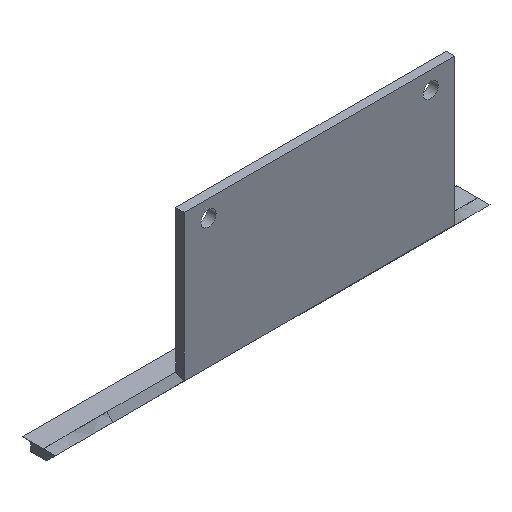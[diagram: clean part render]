
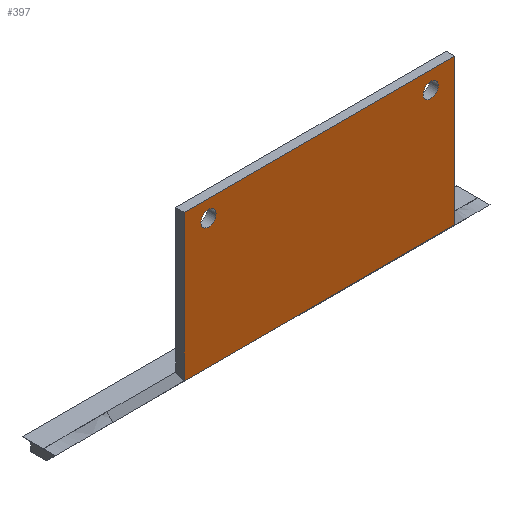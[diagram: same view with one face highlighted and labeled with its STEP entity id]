
A CAD part, isometric view. The second image highlights one B-rep face of the part: STEP entity #397.
In plain terms, the highlighted planar face has unit normal (0, -1, 0).
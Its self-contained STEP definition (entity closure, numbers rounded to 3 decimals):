
#17=FACE_BOUND('',#80,.T.);
#18=FACE_BOUND('',#81,.T.);
#21=CIRCLE('',#441,1.75);
#22=CIRCLE('',#442,1.75);
#37=PLANE('',#440);
#57=FACE_OUTER_BOUND('',#79,.T.);
#79=EDGE_LOOP('',(#337,#338,#339,#340));
#80=EDGE_LOOP('',(#341));
#81=EDGE_LOOP('',(#342));
#124=LINE('',#1252,#168);
#125=LINE('',#1254,#169);
#126=LINE('',#1256,#170);
#127=LINE('',#1257,#171);
#168=VECTOR('',#513,10.);
#169=VECTOR('',#514,10.);
#170=VECTOR('',#515,10.);
#171=VECTOR('',#516,10.);
#209=VERTEX_POINT('',#1240);
#210=VERTEX_POINT('',#1244);
#211=VERTEX_POINT('',#1253);
#212=VERTEX_POINT('',#1255);
#213=VERTEX_POINT('',#1258);
#214=VERTEX_POINT('',#1260);
#258=EDGE_CURVE('',#210,#209,#124,.T.);
#259=EDGE_CURVE('',#211,#209,#125,.T.);
#260=EDGE_CURVE('',#212,#211,#126,.T.);
#261=EDGE_CURVE('',#212,#210,#127,.T.);
#262=EDGE_CURVE('',#213,#213,#21,.T.);
#263=EDGE_CURVE('',#214,#214,#22,.T.);
#337=ORIENTED_EDGE('',*,*,#258,.T.);
#338=ORIENTED_EDGE('',*,*,#259,.F.);
#339=ORIENTED_EDGE('',*,*,#260,.F.);
#340=ORIENTED_EDGE('',*,*,#261,.T.);
#341=ORIENTED_EDGE('',*,*,#262,.T.);
#342=ORIENTED_EDGE('',*,*,#263,.T.);
#397=ADVANCED_FACE('',(#57,#17,#18),#37,.F.);
#440=AXIS2_PLACEMENT_3D('',#1251,#511,#512);
#441=AXIS2_PLACEMENT_3D('',#1259,#517,#518);
#442=AXIS2_PLACEMENT_3D('',#1261,#519,#520);
#511=DIRECTION('center_axis',(0.,1.,0.));
#512=DIRECTION('ref_axis',(0.,0.,1.));
#513=DIRECTION('',(1.,0.,0.));
#514=DIRECTION('',(0.,0.,-1.));
#515=DIRECTION('',(1.,0.,0.));
#516=DIRECTION('',(0.,0.,-1.));
#517=DIRECTION('center_axis',(0.,1.,0.));
#518=DIRECTION('ref_axis',(1.,0.,0.));
#519=DIRECTION('center_axis',(0.,1.,0.));
#520=DIRECTION('ref_axis',(1.,0.,0.));
#1240=CARTESIAN_POINT('',(29.5,0.,-23.923));
#1244=CARTESIAN_POINT('',(-33.4,0.,-23.923));
#1251=CARTESIAN_POINT('Origin',(0.,0.,0.));
#1252=CARTESIAN_POINT('',(14.75,0.,-23.923));
#1253=CARTESIAN_POINT('',(29.5,0.,10.));
#1254=CARTESIAN_POINT('',(29.5,0.,10.));
#1255=CARTESIAN_POINT('',(-33.4,0.,10.));
#1256=CARTESIAN_POINT('',(-29.5,0.,10.));
#1257=CARTESIAN_POINT('',(-33.4,0.,-5.));
#1258=CARTESIAN_POINT('',(22.1,0.,6.));
#1259=CARTESIAN_POINT('Origin',(23.85,0.,6.));
#1260=CARTESIAN_POINT('',(-29.5,0.,6.));
#1261=CARTESIAN_POINT('Origin',(-27.75,0.,6.));
